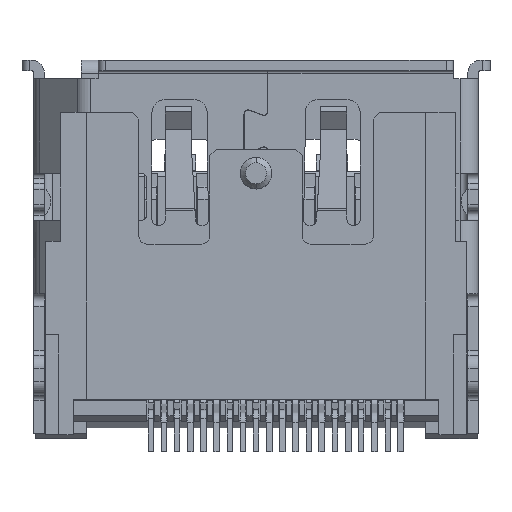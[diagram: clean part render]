
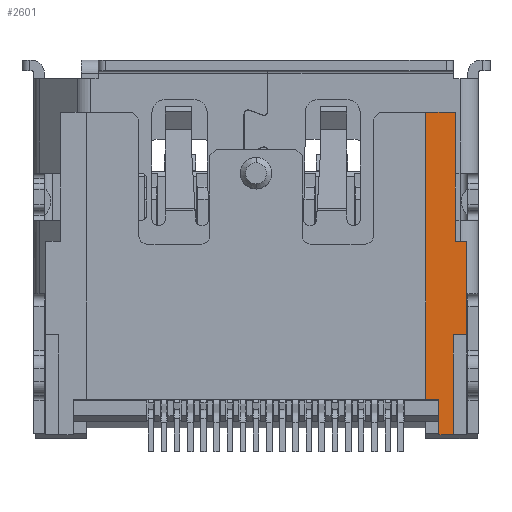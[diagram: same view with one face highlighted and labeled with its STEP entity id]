
A CAD part, front view. The second image highlights one B-rep face of the part: STEP entity #2601.
In plain terms, the highlighted planar face has unit normal (0, -1, 0).
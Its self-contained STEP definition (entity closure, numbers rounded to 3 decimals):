
#71 = ORIENTED_EDGE ( 'NONE', *, *, #17811, .F. ) ;
#300 = VERTEX_POINT ( 'NONE', #14976 ) ;
#358 = EDGE_CURVE ( 'NONE', #37962, #21377, #15187, .T. ) ;
#419 = CARTESIAN_POINT ( 'NONE',  ( 8., -3.5, -9.74 ) ) ;
#467 = VERTEX_POINT ( 'NONE', #419 ) ;
#906 = DIRECTION ( 'NONE',  ( 0., 0., 1. ) ) ;
#1228 = EDGE_CURVE ( 'NONE', #6035, #16431, #12007, .T. ) ;
#1507 = CARTESIAN_POINT ( 'NONE',  ( 6.45, -3.5, -1.29 ) ) ;
#2102 = VERTEX_POINT ( 'NONE', #9330 ) ;
#2515 = AXIS2_PLACEMENT_3D ( 'NONE', #6553, #9276, #6741 ) ;
#2601 = ADVANCED_FACE ( 'NONE', ( #21499 ), #35876, .T. ) ;
#3145 = VECTOR ( 'NONE', #7411, 1000. ) ;
#3409 = CARTESIAN_POINT ( 'NONE',  ( 6.45, -3.5, -12.19 ) ) ;
#3463 = EDGE_CURVE ( 'NONE', #21377, #2102, #34012, .T. ) ;
#3717 = ORIENTED_EDGE ( 'NONE', *, *, #358, .F. ) ;
#4117 = VERTEX_POINT ( 'NONE', #3409 ) ;
#5700 = ORIENTED_EDGE ( 'NONE', *, *, #1228, .F. ) ;
#5798 = VECTOR ( 'NONE', #12209, 1000. ) ;
#6035 = VERTEX_POINT ( 'NONE', #6997 ) ;
#6553 = CARTESIAN_POINT ( 'NONE',  ( 6.45, -3.5, -13.69 ) ) ;
#6566 = CARTESIAN_POINT ( 'NONE',  ( 7.5, -3.5, -9.74 ) ) ;
#6741 = DIRECTION ( 'NONE',  ( 0., 0., -1. ) ) ;
#6997 = CARTESIAN_POINT ( 'NONE',  ( 6.95, -3.5, -13.54 ) ) ;
#7224 = ORIENTED_EDGE ( 'NONE', *, *, #3463, .F. ) ;
#7411 = DIRECTION ( 'NONE',  ( 1., 0., 0. ) ) ;
#7422 = EDGE_CURVE ( 'NONE', #20841, #467, #15128, .T. ) ;
#7947 = VECTOR ( 'NONE', #19242, 1000. ) ;
#8286 = ORIENTED_EDGE ( 'NONE', *, *, #27646, .F. ) ;
#8565 = ORIENTED_EDGE ( 'NONE', *, *, #12899, .T. ) ;
#9141 = ORIENTED_EDGE ( 'NONE', *, *, #7422, .T. ) ;
#9276 = DIRECTION ( 'NONE',  ( 0., -1., 0. ) ) ;
#9319 = EDGE_LOOP ( 'NONE', ( #24251, #9141, #32451, #7224, #3717, #8286, #71, #29666, #5700, #8565 ) ) ;
#9330 = CARTESIAN_POINT ( 'NONE',  ( 8., -3.5, -6.19 ) ) ;
#10750 = EDGE_CURVE ( 'NONE', #300, #20841, #34904, .T. ) ;
#12007 = LINE ( 'NONE', #36063, #12998 ) ;
#12209 = DIRECTION ( 'NONE',  ( 1., 0., 0. ) ) ;
#12336 = VERTEX_POINT ( 'NONE', #26124 ) ;
#12545 = CARTESIAN_POINT ( 'NONE',  ( 7.57, -3.5, -6.19 ) ) ;
#12658 = CARTESIAN_POINT ( 'NONE',  ( 8., -3.5, -9.74 ) ) ;
#12899 = EDGE_CURVE ( 'NONE', #6035, #300, #37038, .T. ) ;
#12998 = VECTOR ( 'NONE', #906, 1000. ) ;
#13231 = LINE ( 'NONE', #12658, #28985 ) ;
#13843 = VECTOR ( 'NONE', #36662, 1000. ) ;
#14976 = CARTESIAN_POINT ( 'NONE',  ( 7.5, -3.5, -13.54 ) ) ;
#15128 = LINE ( 'NONE', #6566, #5798 ) ;
#15187 = LINE ( 'NONE', #15944, #22199 ) ;
#15944 = CARTESIAN_POINT ( 'NONE',  ( 7.57, -3.5, -1.29 ) ) ;
#16329 = DIRECTION ( 'NONE',  ( 0., 0., 1. ) ) ;
#16431 = VERTEX_POINT ( 'NONE', #16649 ) ;
#16649 = CARTESIAN_POINT ( 'NONE',  ( 6.95, -3.5, -12.19 ) ) ;
#16979 = VECTOR ( 'NONE', #21149, 1000. ) ;
#17811 = EDGE_CURVE ( 'NONE', #4117, #12336, #17861, .T. ) ;
#17861 = LINE ( 'NONE', #38235, #16979 ) ;
#18990 = LINE ( 'NONE', #1507, #13843 ) ;
#19242 = DIRECTION ( 'NONE',  ( 1., 0., 0. ) ) ;
#19423 = LINE ( 'NONE', #33990, #7947 ) ;
#19569 = DIRECTION ( 'NONE',  ( 0., 0., 1. ) ) ;
#20841 = VERTEX_POINT ( 'NONE', #38046 ) ;
#21149 = DIRECTION ( 'NONE',  ( 0., 0., 1. ) ) ;
#21377 = VERTEX_POINT ( 'NONE', #12545 ) ;
#21499 = FACE_OUTER_BOUND ( 'NONE', #9319, .T. ) ;
#21797 = CARTESIAN_POINT ( 'NONE',  ( 7.57, -3.5, -6.19 ) ) ;
#22199 = VECTOR ( 'NONE', #33615, 1000. ) ;
#23523 = EDGE_CURVE ( 'NONE', #467, #2102, #13231, .T. ) ;
#24251 = ORIENTED_EDGE ( 'NONE', *, *, #10750, .T. ) ;
#24445 = CARTESIAN_POINT ( 'NONE',  ( 6.95, -3.5, -13.54 ) ) ;
#24563 = EDGE_CURVE ( 'NONE', #4117, #16431, #19423, .T. ) ;
#26124 = CARTESIAN_POINT ( 'NONE',  ( 6.45, -3.5, -1.29 ) ) ;
#27646 = EDGE_CURVE ( 'NONE', #12336, #37962, #18990, .T. ) ;
#27857 = VECTOR ( 'NONE', #36278, 1000. ) ;
#28985 = VECTOR ( 'NONE', #16329, 1000. ) ;
#29581 = CARTESIAN_POINT ( 'NONE',  ( 7.57, -3.5, -1.29 ) ) ;
#29666 = ORIENTED_EDGE ( 'NONE', *, *, #24563, .T. ) ;
#32451 = ORIENTED_EDGE ( 'NONE', *, *, #23523, .T. ) ;
#33615 = DIRECTION ( 'NONE',  ( 0., 0., -1. ) ) ;
#33990 = CARTESIAN_POINT ( 'NONE',  ( 6.45, -3.5, -12.19 ) ) ;
#34012 = LINE ( 'NONE', #21797, #3145 ) ;
#34322 = CARTESIAN_POINT ( 'NONE',  ( 7.5, -3.5, -13.54 ) ) ;
#34904 = LINE ( 'NONE', #34322, #35902 ) ;
#35876 = PLANE ( 'NONE',  #2515 ) ;
#35902 = VECTOR ( 'NONE', #19569, 1000. ) ;
#36063 = CARTESIAN_POINT ( 'NONE',  ( 6.95, -3.5, -13.54 ) ) ;
#36278 = DIRECTION ( 'NONE',  ( 1., 0., 0. ) ) ;
#36662 = DIRECTION ( 'NONE',  ( 1., 0., 0. ) ) ;
#37038 = LINE ( 'NONE', #24445, #27857 ) ;
#37962 = VERTEX_POINT ( 'NONE', #29581 ) ;
#38046 = CARTESIAN_POINT ( 'NONE',  ( 7.5, -3.5, -9.74 ) ) ;
#38235 = CARTESIAN_POINT ( 'NONE',  ( 6.45, -3.5, -12.19 ) ) ;
